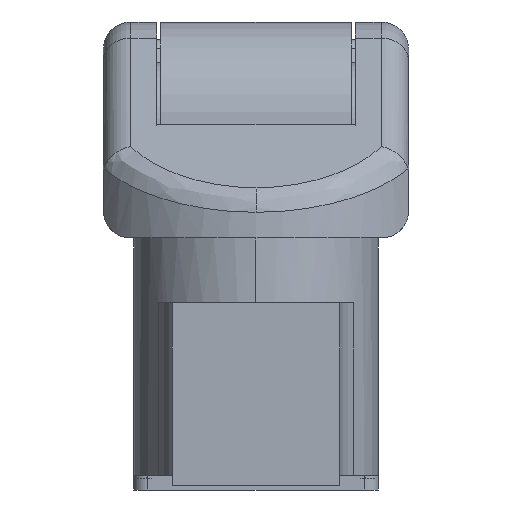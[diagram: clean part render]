
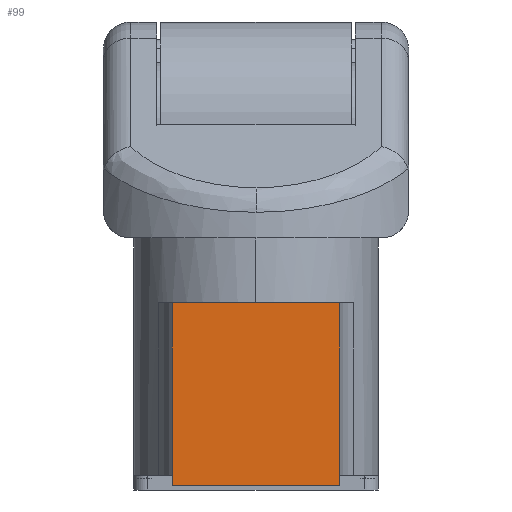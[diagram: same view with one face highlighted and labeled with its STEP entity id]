
A CAD part, left-side view. The second image highlights one B-rep face of the part: STEP entity #99.
In plain terms, the highlighted planar face has unit normal (-1, 0, 0).
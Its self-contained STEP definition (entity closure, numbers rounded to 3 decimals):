
#60=CARTESIAN_POINT('Axis2P3D Location',(-130.,-58.,0.)) ;
#65=CARTESIAN_POINT('Line Origine',(-130.,0.,130.)) ;
#69=CARTESIAN_POINT('Cartesian Point',(-130.,-58.,130.)) ;
#71=CARTESIAN_POINT('Cartesian Point',(-130.,58.,130.)) ;
#74=CARTESIAN_POINT('Line Origine',(-130.,58.,66.5)) ;
#78=CARTESIAN_POINT('Cartesian Point',(-130.,58.,3.)) ;
#81=CARTESIAN_POINT('Line Origine',(-130.,0.,3.)) ;
#85=CARTESIAN_POINT('Cartesian Point',(-130.,-58.,3.)) ;
#88=CARTESIAN_POINT('Line Origine',(-130.,-58.,66.5)) ;
#61=DIRECTION('Axis2P3D Direction',(1.,0.,0.)) ;
#62=DIRECTION('Axis2P3D XDirection',(0.,1.,0.)) ;
#66=DIRECTION('Vector Direction',(0.,1.,0.)) ;
#75=DIRECTION('Vector Direction',(0.,0.,1.)) ;
#82=DIRECTION('Vector Direction',(0.,1.,0.)) ;
#89=DIRECTION('Vector Direction',(0.,0.,1.)) ;
#63=AXIS2_PLACEMENT_3D('Plane Axis2P3D',#60,#61,#62) ;
#94=ORIENTED_EDGE('Oriented Edge',*,*,#73,.T.) ;
#95=ORIENTED_EDGE('Oriented Edge',*,*,#80,.F.) ;
#96=ORIENTED_EDGE('Oriented Edge',*,*,#87,.F.) ;
#97=ORIENTED_EDGE('Oriented Edge',*,*,#92,.T.) ;
#67=VECTOR('Line Direction',#66,1.) ;
#76=VECTOR('Line Direction',#75,1.) ;
#83=VECTOR('Line Direction',#82,1.) ;
#90=VECTOR('Line Direction',#89,1.) ;
#99=ADVANCED_FACE('',(#98),#64,.F.) ;
#73=EDGE_CURVE('',#70,#72,#68,.T.) ;
#80=EDGE_CURVE('',#79,#72,#77,.T.) ;
#87=EDGE_CURVE('',#86,#79,#84,.T.) ;
#92=EDGE_CURVE('',#86,#70,#91,.T.) ;
#93=EDGE_LOOP('Oriented Loop',(#94,#95,#96,#97)) ;
#98=FACE_OUTER_BOUND('Face Bound',#93,.T.) ;
#68=LINE('Line',#65,#67) ;
#77=LINE('Line',#74,#76) ;
#84=LINE('Line',#81,#83) ;
#91=LINE('Line',#88,#90) ;
#64=PLANE('Plane',#63) ;
#70=VERTEX_POINT('Vertex Point',#69) ;
#72=VERTEX_POINT('Vertex Point',#71) ;
#79=VERTEX_POINT('Vertex Point',#78) ;
#86=VERTEX_POINT('Vertex Point',#85) ;
